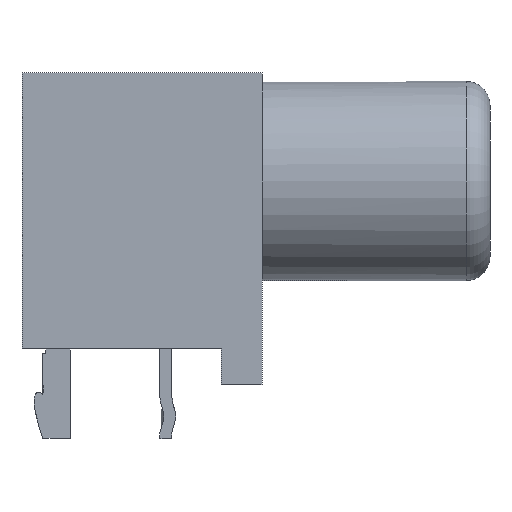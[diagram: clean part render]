
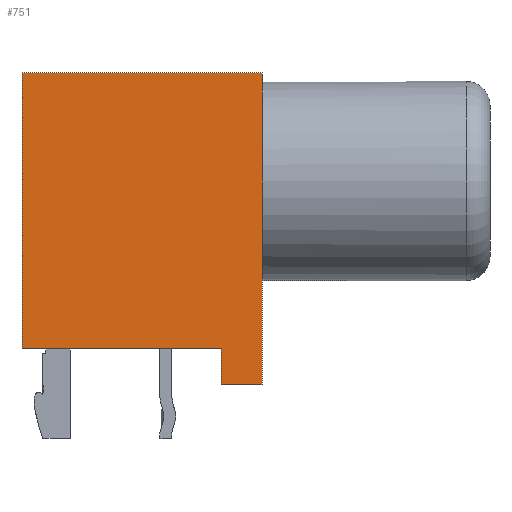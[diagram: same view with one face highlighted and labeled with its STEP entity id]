
A CAD part, left-side view. The second image highlights one B-rep face of the part: STEP entity #751.
In plain terms, the highlighted planar face has unit normal (-1, 0, 0).
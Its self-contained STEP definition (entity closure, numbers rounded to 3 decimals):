
#64=PLANE('',#819);
#104=FACE_OUTER_BOUND('',#147,.T.);
#147=EDGE_LOOP('',(#659,#660,#661,#662,#663,#664));
#181=LINE('',#1273,#266);
#212=LINE('',#1335,#297);
#223=LINE('',#1355,#308);
#227=LINE('',#1363,#312);
#232=LINE('',#1373,#317);
#233=LINE('',#1374,#318);
#266=VECTOR('',#897,10.);
#297=VECTOR('',#938,10.);
#308=VECTOR('',#959,10.);
#312=VECTOR('',#967,10.);
#317=VECTOR('',#978,10.);
#318=VECTOR('',#979,10.);
#358=VERTEX_POINT('',#1270);
#359=VERTEX_POINT('',#1272);
#384=VERTEX_POINT('',#1332);
#385=VERTEX_POINT('',#1334);
#389=VERTEX_POINT('',#1353);
#391=VERTEX_POINT('',#1361);
#438=EDGE_CURVE('',#359,#358,#181,.T.);
#469=EDGE_CURVE('',#385,#384,#212,.T.);
#480=EDGE_CURVE('',#389,#358,#223,.T.);
#484=EDGE_CURVE('',#384,#391,#227,.T.);
#489=EDGE_CURVE('',#391,#359,#232,.T.);
#490=EDGE_CURVE('',#385,#389,#233,.T.);
#659=ORIENTED_EDGE('',*,*,#469,.T.);
#660=ORIENTED_EDGE('',*,*,#484,.T.);
#661=ORIENTED_EDGE('',*,*,#489,.T.);
#662=ORIENTED_EDGE('',*,*,#438,.T.);
#663=ORIENTED_EDGE('',*,*,#480,.F.);
#664=ORIENTED_EDGE('',*,*,#490,.F.);
#751=ADVANCED_FACE('',(#104),#64,.T.);
#819=AXIS2_PLACEMENT_3D('',#1372,#976,#977);
#897=DIRECTION('',(0.,0.,1.));
#938=DIRECTION('',(0.,-1.,0.));
#959=DIRECTION('',(0.,-1.,0.));
#967=DIRECTION('',(0.,0.,-1.));
#976=DIRECTION('center_axis',(-1.,0.,0.));
#977=DIRECTION('ref_axis',(0.,-1.,0.));
#978=DIRECTION('',(0.,-1.,0.));
#979=DIRECTION('',(0.,0.,1.));
#1270=CARTESIAN_POINT('',(-5.,0.,11.5));
#1272=CARTESIAN_POINT('',(-5.,0.,-1.5));
#1273=CARTESIAN_POINT('',(-5.,0.,-1.5));
#1332=CARTESIAN_POINT('',(-5.,1.7,0.));
#1334=CARTESIAN_POINT('',(-5.,10.,0.));
#1335=CARTESIAN_POINT('',(-5.,10.,0.));
#1353=CARTESIAN_POINT('',(-5.,10.,11.5));
#1355=CARTESIAN_POINT('',(-5.,10.,11.5));
#1361=CARTESIAN_POINT('',(-5.,1.7,-1.5));
#1363=CARTESIAN_POINT('',(-5.,1.7,-0.75));
#1372=CARTESIAN_POINT('Origin',(-5.,10.,-1.5));
#1373=CARTESIAN_POINT('',(-5.,10.,-1.5));
#1374=CARTESIAN_POINT('',(-5.,10.,-1.5));
